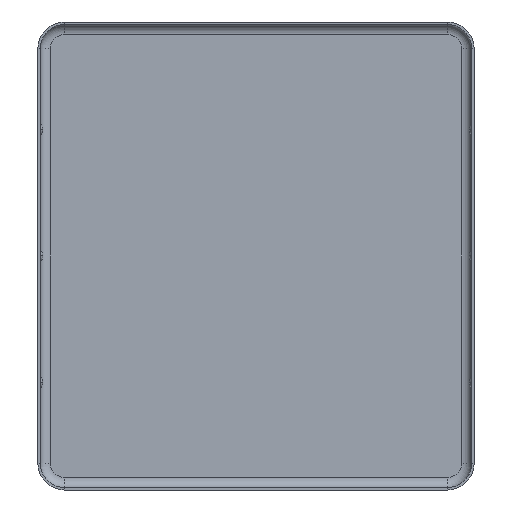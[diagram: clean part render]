
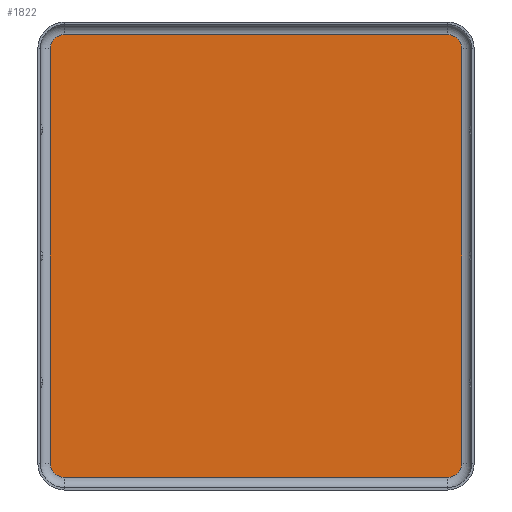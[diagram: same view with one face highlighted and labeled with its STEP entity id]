
A CAD part, front view. The second image highlights one B-rep face of the part: STEP entity #1822.
In plain terms, the highlighted planar face has unit normal (0, -1, 0).
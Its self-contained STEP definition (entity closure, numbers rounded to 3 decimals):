
#16 = VERTEX_POINT ( 'NONE', #922 ) ;
#32 = CARTESIAN_POINT ( 'NONE',  ( -15.15, 0., -16.4 ) ) ;
#38 = VERTEX_POINT ( 'NONE', #913 ) ;
#59 = VECTOR ( 'NONE', #233, 1000. ) ;
#61 = AXIS2_PLACEMENT_3D ( 'NONE', #630, #1341, #1350 ) ;
#65 = CARTESIAN_POINT ( 'NONE',  ( -16.25, 0., 16.4 ) ) ;
#75 = AXIS2_PLACEMENT_3D ( 'NONE', #425, #1134, #718 ) ;
#140 = CARTESIAN_POINT ( 'NONE',  ( 16.25, 0., 0. ) ) ;
#156 = VERTEX_POINT ( 'NONE', #1139 ) ;
#180 = PLANE ( 'NONE',  #1133 ) ;
#190 = CARTESIAN_POINT ( 'NONE',  ( -15.15, 0., 17.5 ) ) ;
#226 = CARTESIAN_POINT ( 'NONE',  ( 15.15, 0., -17.5 ) ) ;
#233 = DIRECTION ( 'NONE',  ( 0., 0., -1. ) ) ;
#245 = CARTESIAN_POINT ( 'NONE',  ( -16.25, 0., -16.4 ) ) ;
#330 = VECTOR ( 'NONE', #1444, 1000. ) ;
#350 = CIRCLE ( 'NONE', #75, 1.1 ) ;
#372 = ORIENTED_EDGE ( 'NONE', *, *, #1751, .F. ) ;
#389 = LINE ( 'NONE', #140, #330 ) ;
#407 = VERTEX_POINT ( 'NONE', #1493 ) ;
#410 = AXIS2_PLACEMENT_3D ( 'NONE', #1748, #1332, #1736 ) ;
#425 = CARTESIAN_POINT ( 'NONE',  ( 15.15, 0., 16.4 ) ) ;
#469 = DIRECTION ( 'NONE',  ( 0., 0., -1. ) ) ;
#470 = EDGE_CURVE ( 'NONE', #860, #483, #1190, .T. ) ;
#483 = VERTEX_POINT ( 'NONE', #190 ) ;
#600 = CIRCLE ( 'NONE', #61, 1.1 ) ;
#630 = CARTESIAN_POINT ( 'NONE',  ( 15.15, 0., -16.4 ) ) ;
#685 = EDGE_CURVE ( 'NONE', #689, #483, #935, .T. ) ;
#689 = VERTEX_POINT ( 'NONE', #1031 ) ;
#718 = DIRECTION ( 'NONE',  ( 0., 0., -1. ) ) ;
#728 = DIRECTION ( 'NONE',  ( 0., -1., 0. ) ) ;
#779 = VECTOR ( 'NONE', #874, 1000. ) ;
#807 = CARTESIAN_POINT ( 'NONE',  ( -16.25, 0., 0. ) ) ;
#838 = EDGE_CURVE ( 'NONE', #407, #16, #600, .T. ) ;
#852 = ORIENTED_EDGE ( 'NONE', *, *, #685, .T. ) ;
#860 = VERTEX_POINT ( 'NONE', #65 ) ;
#874 = DIRECTION ( 'NONE',  ( -1., 0., 0. ) ) ;
#913 = CARTESIAN_POINT ( 'NONE',  ( -15.15, 0., -17.5 ) ) ;
#922 = CARTESIAN_POINT ( 'NONE',  ( 15.15, 0., -17.5 ) ) ;
#935 = LINE ( 'NONE', #1477, #779 ) ;
#956 = EDGE_CURVE ( 'NONE', #16, #38, #1295, .T. ) ;
#1002 = ORIENTED_EDGE ( 'NONE', *, *, #1786, .T. ) ;
#1031 = CARTESIAN_POINT ( 'NONE',  ( 15.15, 0., 17.5 ) ) ;
#1032 = EDGE_CURVE ( 'NONE', #860, #1561, #1249, .T. ) ;
#1133 = AXIS2_PLACEMENT_3D ( 'NONE', #1169, #728, #469 ) ;
#1134 = DIRECTION ( 'NONE',  ( 0., -1., 0. ) ) ;
#1139 = CARTESIAN_POINT ( 'NONE',  ( 16.25, 0., 16.4 ) ) ;
#1166 = VECTOR ( 'NONE', #1366, 1000. ) ;
#1169 = CARTESIAN_POINT ( 'NONE',  ( 15.15, 0., -16.4 ) ) ;
#1190 = CIRCLE ( 'NONE', #410, 1.1 ) ;
#1231 = AXIS2_PLACEMENT_3D ( 'NONE', #32, #1612, #1333 ) ;
#1249 = LINE ( 'NONE', #807, #59 ) ;
#1295 = LINE ( 'NONE', #226, #1166 ) ;
#1332 = DIRECTION ( 'NONE',  ( 0., 1., 0. ) ) ;
#1333 = DIRECTION ( 'NONE',  ( 0., 0., 1. ) ) ;
#1341 = DIRECTION ( 'NONE',  ( 0., 1., 0. ) ) ;
#1350 = DIRECTION ( 'NONE',  ( 0., 0., 1. ) ) ;
#1366 = DIRECTION ( 'NONE',  ( -1., 0., 0. ) ) ;
#1371 = ORIENTED_EDGE ( 'NONE', *, *, #470, .F. ) ;
#1444 = DIRECTION ( 'NONE',  ( 0., 0., -1. ) ) ;
#1472 = EDGE_LOOP ( 'NONE', ( #1532, #1650, #372, #1770, #852, #1371, #1749, #1002 ) ) ;
#1477 = CARTESIAN_POINT ( 'NONE',  ( 15.15, 0., 17.5 ) ) ;
#1493 = CARTESIAN_POINT ( 'NONE',  ( 16.25, 0., -16.4 ) ) ;
#1532 = ORIENTED_EDGE ( 'NONE', *, *, #956, .F. ) ;
#1537 = FACE_OUTER_BOUND ( 'NONE', #1472, .T. ) ;
#1561 = VERTEX_POINT ( 'NONE', #245 ) ;
#1581 = CIRCLE ( 'NONE', #1231, 1.1 ) ;
#1612 = DIRECTION ( 'NONE',  ( 0., -1., 0. ) ) ;
#1646 = EDGE_CURVE ( 'NONE', #156, #689, #350, .T. ) ;
#1650 = ORIENTED_EDGE ( 'NONE', *, *, #838, .F. ) ;
#1736 = DIRECTION ( 'NONE',  ( 0., 0., -1. ) ) ;
#1748 = CARTESIAN_POINT ( 'NONE',  ( -15.15, 0., 16.4 ) ) ;
#1749 = ORIENTED_EDGE ( 'NONE', *, *, #1032, .T. ) ;
#1751 = EDGE_CURVE ( 'NONE', #156, #407, #389, .T. ) ;
#1770 = ORIENTED_EDGE ( 'NONE', *, *, #1646, .T. ) ;
#1786 = EDGE_CURVE ( 'NONE', #1561, #38, #1581, .T. ) ;
#1822 = ADVANCED_FACE ( 'NONE', ( #1537 ), #180, .T. ) ;
